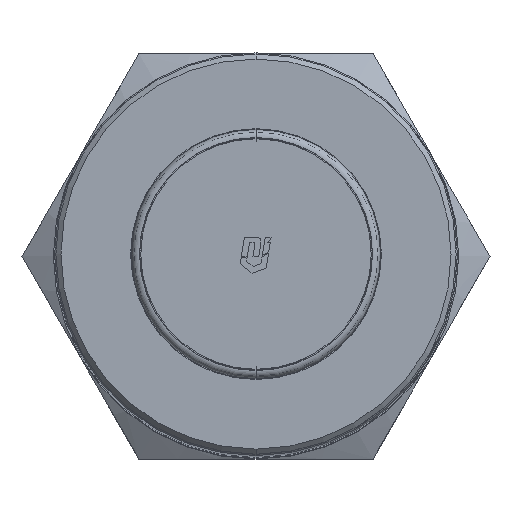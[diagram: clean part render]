
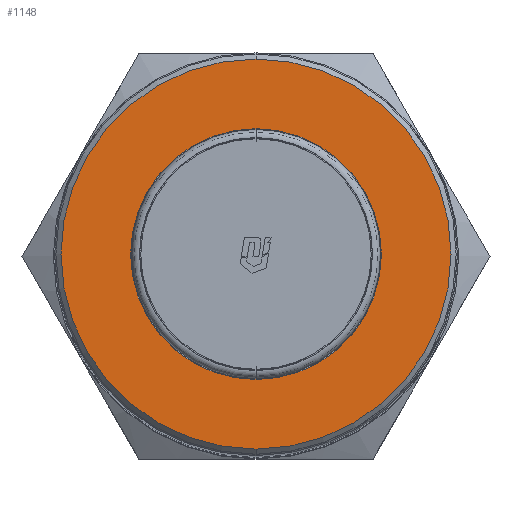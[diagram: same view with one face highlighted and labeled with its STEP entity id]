
A CAD part, top view. The second image highlights one B-rep face of the part: STEP entity #1148.
In plain terms, the highlighted planar face has unit normal (0, 0, 1).
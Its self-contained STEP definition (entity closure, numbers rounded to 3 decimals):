
#232=CARTESIAN_POINT('',(-0.,-38.5,302.));
#233=VERTEX_POINT('',#232);
#234=CARTESIAN_POINT('',(-0.,38.5,302.));
#235=VERTEX_POINT('',#234);
#236=CARTESIAN_POINT('',(0.,-0.,302.));
#237=DIRECTION('',(-0.,-0.,1.));
#238=DIRECTION('',(0.,1.,0.));
#239=AXIS2_PLACEMENT_3D('',#236,#237,#238);
#240=CIRCLE('',#239,38.5);
#241=EDGE_CURVE('NONE',#233,#235,#240,.T.);
#599=CARTESIAN_POINT('',(0.,-24.75,302.));
#600=VERTEX_POINT('',#599);
#601=CARTESIAN_POINT('',(-0.,24.75,302.));
#602=VERTEX_POINT('',#601);
#603=CARTESIAN_POINT('',(0.,-0.,302.));
#604=DIRECTION('',(0.,0.,-1.));
#605=DIRECTION('',(0.,1.,0.));
#606=AXIS2_PLACEMENT_3D('',#603,#604,#605);
#607=CIRCLE('',#606,24.75);
#608=EDGE_CURVE('NONE',#600,#602,#607,.T.);
#1117=CARTESIAN_POINT('',(0.,-0.,302.));
#1118=DIRECTION('',(0.,0.,-1.));
#1119=DIRECTION('',(0.,1.,0.));
#1120=AXIS2_PLACEMENT_3D('',#1117,#1118,#1119);
#1121=CIRCLE('',#1120,24.75);
#1122=EDGE_CURVE('NONE',#602,#600,#1121,.T.);
#1129=CARTESIAN_POINT('',(39.5,-0.,302.));
#1130=DIRECTION('',(0.,-0.,1.));
#1131=DIRECTION('',(0.,-1.,-0.));
#1132=AXIS2_PLACEMENT_3D('',#1129,#1130,#1131);
#1133=PLANE('',#1132);
#1134=CARTESIAN_POINT('',(0.,-0.,302.));
#1135=DIRECTION('',(-0.,-0.,1.));
#1136=DIRECTION('',(0.,1.,0.));
#1137=AXIS2_PLACEMENT_3D('',#1134,#1135,#1136);
#1138=CIRCLE('',#1137,38.5);
#1139=EDGE_CURVE('NONE',#235,#233,#1138,.T.);
#1140=ORIENTED_EDGE('',*,*,#1139,.T.);
#1141=ORIENTED_EDGE('',*,*,#241,.T.);
#1142=EDGE_LOOP('',(#1140,#1141));
#1143=FACE_BOUND('',#1142,.T.);
#1144=ORIENTED_EDGE('',*,*,#1122,.T.);
#1145=ORIENTED_EDGE('',*,*,#608,.T.);
#1146=EDGE_LOOP('',(#1144,#1145));
#1147=FACE_BOUND('',#1146,.T.);
#1148=ADVANCED_FACE('NONE',(#1143,#1147),#1133,.T.);
